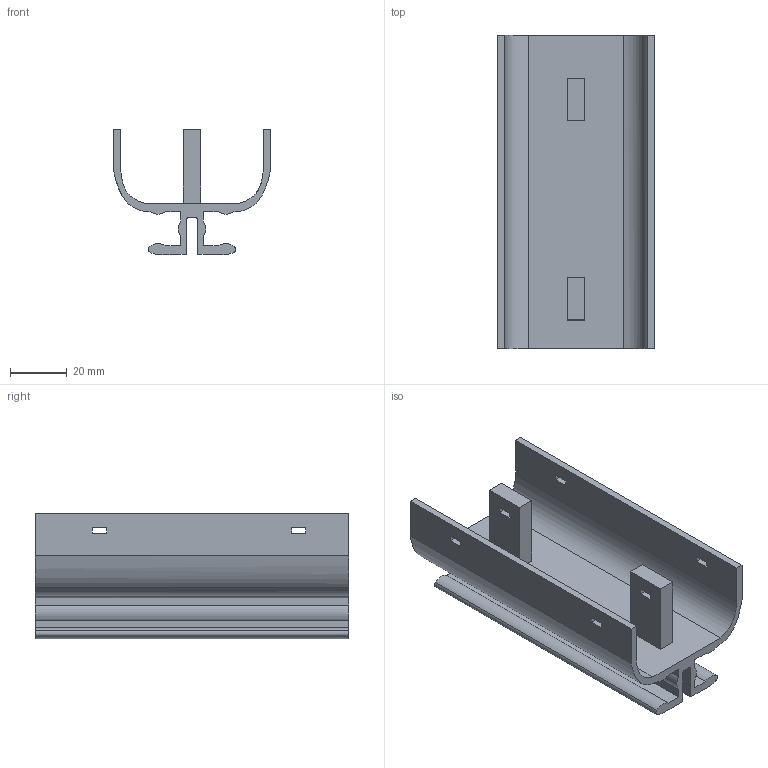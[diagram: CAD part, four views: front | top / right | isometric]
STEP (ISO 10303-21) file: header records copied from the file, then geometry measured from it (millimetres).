
FILE_DESCRIPTION(/* description */ (''),/* implementation_level */ '2;1');
FILE_NAME(/* name */ 'cartPlane.step',/* time_stamp */ '2023-12-19T13:29:14+01:00',/* author */ (''),/* organization */ (''),/* preprocessor_version */ 'ST-DEVELOPER v20',/* originating_system */ 'Autodesk Translation Framework v12.14.0.127',/* authorisation */ '');
FILE_SCHEMA (('AUTOMOTIVE_DESIGN { 1 0 10303 214 3 1 1 }'));
Length unit declared in the file: millimetre
Products named in the file (1): cartPlane
Bounding box: 55 x 110 x 44.12 mm (x, y, z)
Volume: 49315.3 mm3; surface area: 36071.8 mm2
Topology: 1 solids, 1 shells, 72 faces, 204 edges, 136 vertices
Faces by surface type: plane 56, cylinder 8, bspline 8
Entity records: 3051 total; most frequent: CARTESIAN_POINT 1168, ORIENTED_EDGE 408, DIRECTION 334, EDGE_CURVE 204, LINE 172, VECTOR 172, VERTEX_POINT 136, EDGE_LOOP 86
